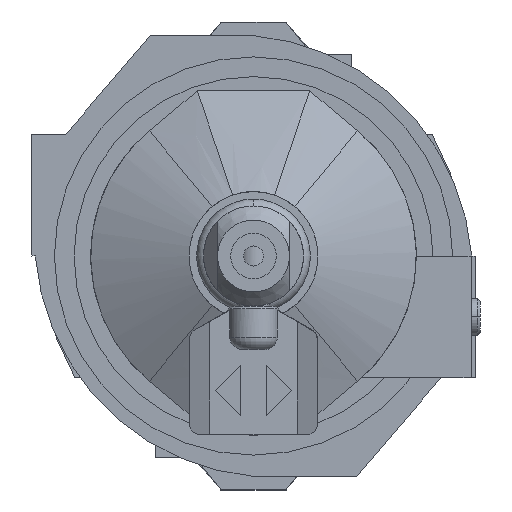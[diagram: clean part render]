
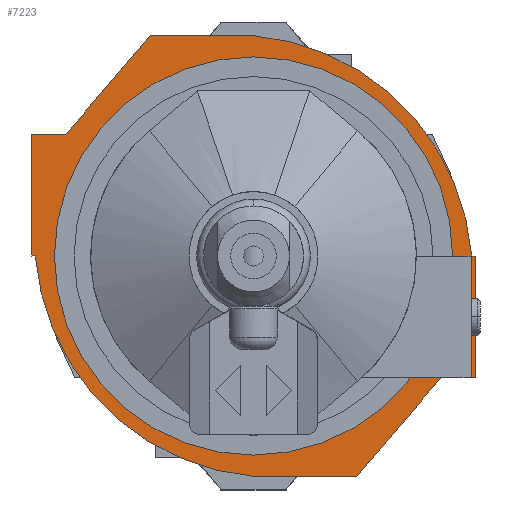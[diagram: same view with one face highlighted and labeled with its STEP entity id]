
A CAD part, front view. The second image highlights one B-rep face of the part: STEP entity #7223.
In plain terms, the highlighted face is planar.
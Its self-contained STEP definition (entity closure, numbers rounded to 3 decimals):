
#60 = EDGE_CURVE ( 'NONE', #1778, #9015, #6958, .T. ) ;
#130 = LINE ( 'NONE', #4808, #2451 ) ;
#327 = CIRCLE ( 'NONE', #10095, 31.85 ) ;
#352 = CARTESIAN_POINT ( 'NONE',  ( 0., -35.5, 0. ) ) ;
#386 = CARTESIAN_POINT ( 'NONE',  ( 0., 0., 0. ) ) ;
#415 = ORIENTED_EDGE ( 'NONE', *, *, #7808, .F. ) ;
#601 = ORIENTED_EDGE ( 'NONE', *, *, #8905, .F. ) ;
#603 = CARTESIAN_POINT ( 'NONE',  ( -3.001, 3.383, 0. ) ) ;
#605 = DIRECTION ( 'NONE',  ( 0., 1., 0. ) ) ;
#622 = VECTOR ( 'NONE', #3204, 1000. ) ;
#714 = VERTEX_POINT ( 'NONE', #352 ) ;
#826 = ORIENTED_EDGE ( 'NONE', *, *, #7543, .F. ) ;
#1001 = LINE ( 'NONE', #9792, #2639 ) ;
#1060 = CARTESIAN_POINT ( 'NONE',  ( 0., 34.9, 0. ) ) ;
#1149 = AXIS2_PLACEMENT_3D ( 'NONE', #386, #4360, #1230 ) ;
#1230 = DIRECTION ( 'NONE',  ( -1., 0., 0. ) ) ;
#1239 = DIRECTION ( 'NONE',  ( 0., 1., 0. ) ) ;
#1290 = CARTESIAN_POINT ( 'NONE',  ( -35.25, -16.5, 0. ) ) ;
#1570 = DIRECTION ( 'NONE',  ( 0., 1., 0. ) ) ;
#1577 = VERTEX_POINT ( 'NONE', #8622 ) ;
#1716 = DIRECTION ( 'NONE',  ( 0., -1., 0. ) ) ;
#1778 = VERTEX_POINT ( 'NONE', #9035 ) ;
#1855 = LINE ( 'NONE', #9821, #4116 ) ;
#1880 = VERTEX_POINT ( 'NONE', #9608 ) ;
#2023 = EDGE_CURVE ( 'NONE', #1880, #3842, #10134, .T. ) ;
#2035 = CARTESIAN_POINT ( 'NONE',  ( -35.25, 0., 0. ) ) ;
#2037 = DIRECTION ( 'NONE',  ( 0., 0., -1. ) ) ;
#2215 = CARTESIAN_POINT ( 'NONE',  ( -19.5, -30., 0. ) ) ;
#2334 = LINE ( 'NONE', #4782, #622 ) ;
#2451 = VECTOR ( 'NONE', #4054, 1000. ) ;
#2462 = EDGE_LOOP ( 'NONE', ( #601, #8750, #10196, #2815, #6565, #6619, #7492, #6496, #7645, #826, #415, #2658 ) ) ;
#2575 = CARTESIAN_POINT ( 'NONE',  ( 19.5, 30., 0. ) ) ;
#2604 = VERTEX_POINT ( 'NONE', #3107 ) ;
#2639 = VECTOR ( 'NONE', #1716, 1000. ) ;
#2658 = ORIENTED_EDGE ( 'NONE', *, *, #60, .F. ) ;
#2703 = ORIENTED_EDGE ( 'NONE', *, *, #9829, .T. ) ;
#2815 = ORIENTED_EDGE ( 'NONE', *, *, #5259, .F. ) ;
#2907 = CARTESIAN_POINT ( 'NONE',  ( 0., 0., 0. ) ) ;
#3018 = DIRECTION ( 'NONE',  ( 0., -1., 0. ) ) ;
#3107 = CARTESIAN_POINT ( 'NONE',  ( 0., -34.9, 0. ) ) ;
#3157 = LINE ( 'NONE', #7910, #8757 ) ;
#3204 = DIRECTION ( 'NONE',  ( 0., -1., 0. ) ) ;
#3297 = LINE ( 'NONE', #5642, #3444 ) ;
#3444 = VECTOR ( 'NONE', #7847, 1000. ) ;
#3676 = DIRECTION ( 'NONE',  ( -1., 0., 0. ) ) ;
#3842 = VERTEX_POINT ( 'NONE', #9060 ) ;
#4054 = DIRECTION ( 'NONE',  ( 0.759, -0.651, 0. ) ) ;
#4116 = VECTOR ( 'NONE', #1239, 1000. ) ;
#4156 = EDGE_CURVE ( 'NONE', #9307, #4565, #6960, .T. ) ;
#4360 = DIRECTION ( 'NONE',  ( 0., 0., -1. ) ) ;
#4405 = DIRECTION ( 'NONE',  ( 1., 0., 0. ) ) ;
#4415 = CARTESIAN_POINT ( 'NONE',  ( 3.001, -3.383, 0. ) ) ;
#4477 = DIRECTION ( 'NONE',  ( -1., 0., 0. ) ) ;
#4565 = VERTEX_POINT ( 'NONE', #8827 ) ;
#4782 = CARTESIAN_POINT ( 'NONE',  ( 35.25, 0., 0. ) ) ;
#4808 = CARTESIAN_POINT ( 'NONE',  ( 35.25, 16.5, 0. ) ) ;
#4913 = CARTESIAN_POINT ( 'NONE',  ( 31.85, 0., 0. ) ) ;
#5129 = CARTESIAN_POINT ( 'NONE',  ( -35.25, -16.5, 0. ) ) ;
#5166 = FACE_BOUND ( 'NONE', #8457, .T. ) ;
#5186 = DIRECTION ( 'NONE',  ( 0., 0., -1. ) ) ;
#5229 = VERTEX_POINT ( 'NONE', #8332 ) ;
#5259 = EDGE_CURVE ( 'NONE', #9547, #6520, #1855, .T. ) ;
#5289 = LINE ( 'NONE', #1290, #7422 ) ;
#5515 = VERTEX_POINT ( 'NONE', #4913 ) ;
#5642 = CARTESIAN_POINT ( 'NONE',  ( -19.5, -35.5, 0. ) ) ;
#5666 = EDGE_CURVE ( 'NONE', #3842, #9547, #5289, .T. ) ;
#5746 = CIRCLE ( 'NONE', #1149, 31.85 ) ;
#5855 = EDGE_CURVE ( 'NONE', #2604, #714, #1001, .T. ) ;
#5891 = CIRCLE ( 'NONE', #6734, 38.4 ) ;
#6041 = CIRCLE ( 'NONE', #10171, 38.4 ) ;
#6156 = CARTESIAN_POINT ( 'NONE',  ( 0., 0., 0. ) ) ;
#6496 = ORIENTED_EDGE ( 'NONE', *, *, #5855, .F. ) ;
#6520 = VERTEX_POINT ( 'NONE', #2035 ) ;
#6565 = ORIENTED_EDGE ( 'NONE', *, *, #5666, .F. ) ;
#6619 = ORIENTED_EDGE ( 'NONE', *, *, #2023, .F. ) ;
#6734 = AXIS2_PLACEMENT_3D ( 'NONE', #603, #5186, #4477 ) ;
#6753 = DIRECTION ( 'NONE',  ( -1., 0., 0. ) ) ;
#6806 = DIRECTION ( 'NONE',  ( 0., 0., -1. ) ) ;
#6844 = PLANE ( 'NONE',  #7058 ) ;
#6958 = LINE ( 'NONE', #9277, #7281 ) ;
#6960 = LINE ( 'NONE', #10211, #8351 ) ;
#7058 = AXIS2_PLACEMENT_3D ( 'NONE', #6156, #8465, #4405 ) ;
#7223 = ADVANCED_FACE ( 'NONE', ( #5166, #9174 ), #6844, .T. ) ;
#7281 = VECTOR ( 'NONE', #3018, 1000. ) ;
#7422 = VECTOR ( 'NONE', #8425, 1000. ) ;
#7492 = ORIENTED_EDGE ( 'NONE', *, *, #7826, .F. ) ;
#7543 = EDGE_CURVE ( 'NONE', #5229, #1577, #2334, .T. ) ;
#7645 = ORIENTED_EDGE ( 'NONE', *, *, #7669, .F. ) ;
#7669 = EDGE_CURVE ( 'NONE', #1577, #2604, #5891, .T. ) ;
#7808 = EDGE_CURVE ( 'NONE', #9015, #5229, #130, .T. ) ;
#7826 = EDGE_CURVE ( 'NONE', #714, #1880, #3297, .T. ) ;
#7847 = DIRECTION ( 'NONE',  ( -1., 0., 0. ) ) ;
#7910 = CARTESIAN_POINT ( 'NONE',  ( 19.5, 35.5, 0. ) ) ;
#8252 = EDGE_CURVE ( 'NONE', #6520, #9307, #6041, .T. ) ;
#8332 = CARTESIAN_POINT ( 'NONE',  ( 35.25, 16.5, 0. ) ) ;
#8351 = VECTOR ( 'NONE', #1570, 1000. ) ;
#8425 = DIRECTION ( 'NONE',  ( -0.759, 0.651, 0. ) ) ;
#8457 = EDGE_LOOP ( 'NONE', ( #2703, #9980 ) ) ;
#8465 = DIRECTION ( 'NONE',  ( 0., 0., 1. ) ) ;
#8485 = VERTEX_POINT ( 'NONE', #9018 ) ;
#8622 = CARTESIAN_POINT ( 'NONE',  ( 35.25, 0., 0. ) ) ;
#8750 = ORIENTED_EDGE ( 'NONE', *, *, #4156, .F. ) ;
#8757 = VECTOR ( 'NONE', #9500, 1000. ) ;
#8827 = CARTESIAN_POINT ( 'NONE',  ( 0., 35.5, 0. ) ) ;
#8905 = EDGE_CURVE ( 'NONE', #4565, #1778, #3157, .T. ) ;
#9015 = VERTEX_POINT ( 'NONE', #2575 ) ;
#9018 = CARTESIAN_POINT ( 'NONE',  ( -31.85, 0., 0. ) ) ;
#9035 = CARTESIAN_POINT ( 'NONE',  ( 19.5, 35.5, 0. ) ) ;
#9060 = CARTESIAN_POINT ( 'NONE',  ( -19.5, -30., 0. ) ) ;
#9174 = FACE_OUTER_BOUND ( 'NONE', #2462, .T. ) ;
#9214 = VECTOR ( 'NONE', #605, 1000. ) ;
#9277 = CARTESIAN_POINT ( 'NONE',  ( 19.5, 30., 0. ) ) ;
#9307 = VERTEX_POINT ( 'NONE', #1060 ) ;
#9500 = DIRECTION ( 'NONE',  ( 1., 0., 0. ) ) ;
#9516 = EDGE_CURVE ( 'NONE', #5515, #8485, #5746, .T. ) ;
#9547 = VERTEX_POINT ( 'NONE', #5129 ) ;
#9608 = CARTESIAN_POINT ( 'NONE',  ( -19.5, -35.5, 0. ) ) ;
#9792 = CARTESIAN_POINT ( 'NONE',  ( 0., -35.5, 0. ) ) ;
#9821 = CARTESIAN_POINT ( 'NONE',  ( -35.25, 0., 0. ) ) ;
#9829 = EDGE_CURVE ( 'NONE', #8485, #5515, #327, .T. ) ;
#9980 = ORIENTED_EDGE ( 'NONE', *, *, #9516, .T. ) ;
#10095 = AXIS2_PLACEMENT_3D ( 'NONE', #2907, #2037, #3676 ) ;
#10134 = LINE ( 'NONE', #2215, #9214 ) ;
#10171 = AXIS2_PLACEMENT_3D ( 'NONE', #4415, #6806, #6753 ) ;
#10196 = ORIENTED_EDGE ( 'NONE', *, *, #8252, .F. ) ;
#10211 = CARTESIAN_POINT ( 'NONE',  ( 0., 35.5, 0. ) ) ;
